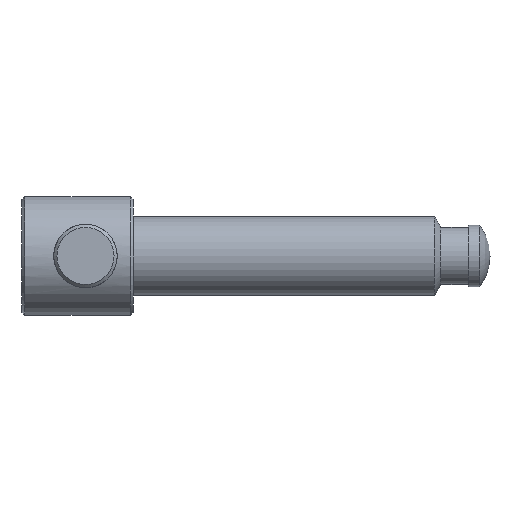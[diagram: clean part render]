
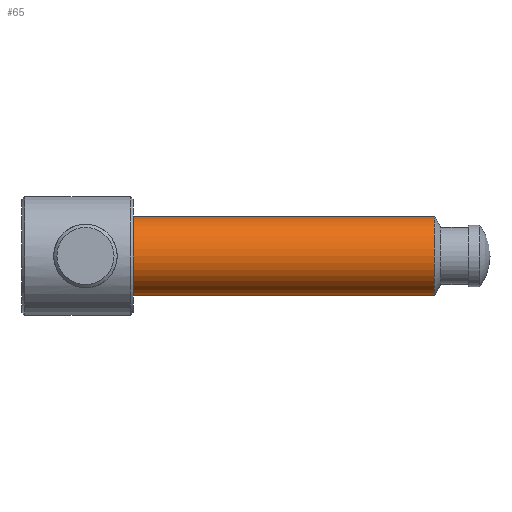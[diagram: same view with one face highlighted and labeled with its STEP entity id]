
A CAD part, left-side view. The second image highlights one B-rep face of the part: STEP entity #65.
In plain terms, the highlighted cylindrical face has radius 10 mm (diameter 20 mm), a full revolution.
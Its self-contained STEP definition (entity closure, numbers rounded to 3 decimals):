
#65 = ADVANCED_FACE( '', ( #137, #138 ), #139, .T. );
#137 = FACE_OUTER_BOUND( '', #211, .T. );
#138 = FACE_OUTER_BOUND( '', #212, .T. );
#139 = CYLINDRICAL_SURFACE( '', #213, 10. );
#211 = EDGE_LOOP( '', ( #303 ) );
#212 = EDGE_LOOP( '', ( #304 ) );
#213 = AXIS2_PLACEMENT_3D( '', #305, #306, #307 );
#303 = ORIENTED_EDGE( '', *, *, #360, .F. );
#304 = ORIENTED_EDGE( '', *, *, #362, .T. );
#305 = CARTESIAN_POINT( '', ( 0., 0., 0. ) );
#306 = DIRECTION( '', ( 0., 1., 0. ) );
#307 = DIRECTION( '', ( 0., 0., -1. ) );
#360 = EDGE_CURVE( '', #406, #406, #407, .T. );
#362 = EDGE_CURVE( '', #409, #409, #410, .T. );
#406 = VERTEX_POINT( '', #544 );
#407 = CIRCLE( '', #545, 10. );
#409 = VERTEX_POINT( '', #547 );
#410 = CIRCLE( '', #548, 10. );
#544 = CARTESIAN_POINT( '', ( 0., 14., -10. ) );
#545 = AXIS2_PLACEMENT_3D( '', #680, #681, #682 );
#547 = CARTESIAN_POINT( '', ( 0., 90., -10. ) );
#548 = AXIS2_PLACEMENT_3D( '', #683, #684, #685 );
#680 = CARTESIAN_POINT( '', ( 0., 14., 0. ) );
#681 = DIRECTION( '', ( 0., -1., 0. ) );
#682 = DIRECTION( '', ( 0., 0., -1. ) );
#683 = CARTESIAN_POINT( '', ( 0., 90., 0. ) );
#684 = DIRECTION( '', ( 0., -1., 0. ) );
#685 = DIRECTION( '', ( 0., 0., -1. ) );
